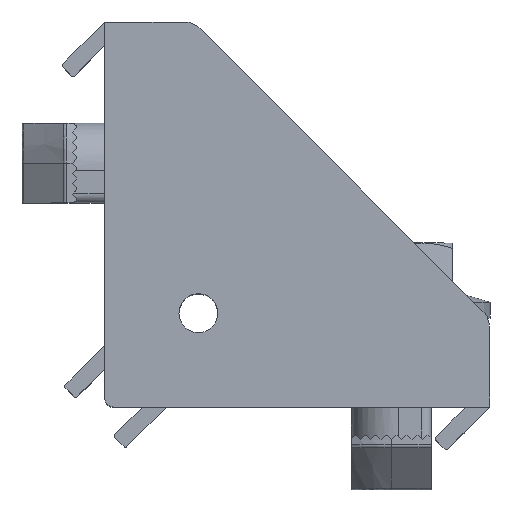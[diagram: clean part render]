
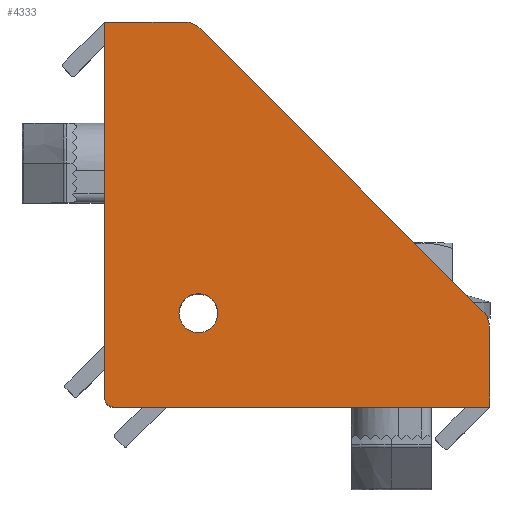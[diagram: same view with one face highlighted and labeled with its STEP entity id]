
A CAD part, top view. The second image highlights one B-rep face of the part: STEP entity #4333.
In plain terms, the highlighted planar face has unit normal (0, 0, 1).
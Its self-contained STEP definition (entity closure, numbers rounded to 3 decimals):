
#337=LINE('',#6873,#771);
#396=LINE('',#7014,#830);
#420=LINE('',#7061,#854);
#455=LINE('',#7162,#889);
#459=LINE('',#7174,#893);
#771=VECTOR('',#5526,1000.);
#830=VECTOR('',#5619,1000.);
#854=VECTOR('',#5645,1000.);
#889=VECTOR('',#5726,1000.);
#893=VECTOR('',#5738,1000.);
#1789=ORIENTED_EDGE('',*,*,#2777,.T.);
#1790=ORIENTED_EDGE('',*,*,#2716,.T.);
#1791=ORIENTED_EDGE('',*,*,#2764,.T.);
#1792=ORIENTED_EDGE('',*,*,#2692,.T.);
#1793=ORIENTED_EDGE('',*,*,#2768,.T.);
#1794=ORIENTED_EDGE('',*,*,#2771,.T.);
#1795=ORIENTED_EDGE('',*,*,#2774,.T.);
#1796=ORIENTED_EDGE('',*,*,#2776,.T.);
#1797=ORIENTED_EDGE('',*,*,#2621,.T.);
#2621=EDGE_CURVE('',#3173,#3172,#337,.T.);
#2692=EDGE_CURVE('',#3238,#3237,#396,.T.);
#2716=EDGE_CURVE('',#3172,#3259,#420,.T.);
#2764=EDGE_CURVE('',#3259,#3238,#3494,.T.);
#2768=EDGE_CURVE('',#3237,#3302,#455,.T.);
#2771=EDGE_CURVE('',#3302,#3304,#3496,.T.);
#2774=EDGE_CURVE('',#3304,#3306,#459,.T.);
#2776=EDGE_CURVE('',#3306,#3173,#3498,.T.);
#2777=EDGE_CURVE('',#3307,#3307,#3499,.T.);
#3172=VERTEX_POINT('',#6872);
#3173=VERTEX_POINT('',#6874);
#3237=VERTEX_POINT('',#7013);
#3238=VERTEX_POINT('',#7015);
#3259=VERTEX_POINT('',#7060);
#3302=VERTEX_POINT('',#7161);
#3304=VERTEX_POINT('',#7167);
#3306=VERTEX_POINT('',#7173);
#3307=VERTEX_POINT('',#7180);
#3494=CIRCLE('',#4749,1.);
#3496=CIRCLE('',#4753,2.4);
#3498=CIRCLE('',#4757,2.4);
#3499=CIRCLE('',#4759,2.067);
#3677=EDGE_LOOP('',(#1789));
#3678=EDGE_LOOP('',(#1790,#1791,#1792,#1793,#1794,#1795,#1796,#1797));
#3933=FACE_BOUND('',#3677,.T.);
#3934=FACE_BOUND('',#3678,.T.);
#4135=PLANE('',#4758);
#4333=ADVANCED_FACE('',(#3933,#3934),#4135,.T.);
#4749=AXIS2_PLACEMENT_3D('',#7154,#5719,#5720);
#4753=AXIS2_PLACEMENT_3D('',#7168,#5732,#5733);
#4757=AXIS2_PLACEMENT_3D('',#7177,#5743,#5744);
#4758=AXIS2_PLACEMENT_3D('',#7178,#5745,#5746);
#4759=AXIS2_PLACEMENT_3D('',#7179,#5747,#5748);
#5526=DIRECTION('',(-1.,0.,0.));
#5619=DIRECTION('',(1.,0.,0.));
#5645=DIRECTION('',(0.,-1.,0.));
#5719=DIRECTION('',(0.,0.,1.));
#5720=DIRECTION('',(1.,0.,0.));
#5726=DIRECTION('',(0.,1.,0.));
#5732=DIRECTION('',(0.,0.,1.));
#5733=DIRECTION('',(1.,0.,0.));
#5738=DIRECTION('',(-0.707,0.707,0.));
#5743=DIRECTION('',(0.,0.,1.));
#5744=DIRECTION('',(1.,0.,0.));
#5745=DIRECTION('',(0.,0.,1.));
#5746=DIRECTION('',(1.,0.,0.));
#5747=DIRECTION('',(0.,0.,-1.));
#5748=DIRECTION('',(-1.,0.,0.));
#6872=CARTESIAN_POINT('',(0.,41.,16.));
#6873=CARTESIAN_POINT('',(8.506,41.,16.));
#6874=CARTESIAN_POINT('',(8.506,41.,16.));
#7013=CARTESIAN_POINT('',(41.,0.,16.));
#7014=CARTESIAN_POINT('',(1.,0.,16.));
#7015=CARTESIAN_POINT('',(1.,0.,16.));
#7060=CARTESIAN_POINT('',(0.,1.,16.));
#7061=CARTESIAN_POINT('',(0.,41.,16.));
#7154=CARTESIAN_POINT('',(1.,1.,16.));
#7161=CARTESIAN_POINT('',(41.,8.506,16.));
#7162=CARTESIAN_POINT('',(41.,0.,16.));
#7167=CARTESIAN_POINT('',(40.297,10.203,16.));
#7168=CARTESIAN_POINT('',(38.6,8.506,16.));
#7173=CARTESIAN_POINT('',(10.203,40.297,16.));
#7174=CARTESIAN_POINT('',(40.297,10.203,16.));
#7177=CARTESIAN_POINT('',(8.506,38.6,16.));
#7178=CARTESIAN_POINT('',(1.,1.,16.));
#7179=CARTESIAN_POINT('',(10.,10.,16.));
#7180=CARTESIAN_POINT('',(7.933,10.,16.));
